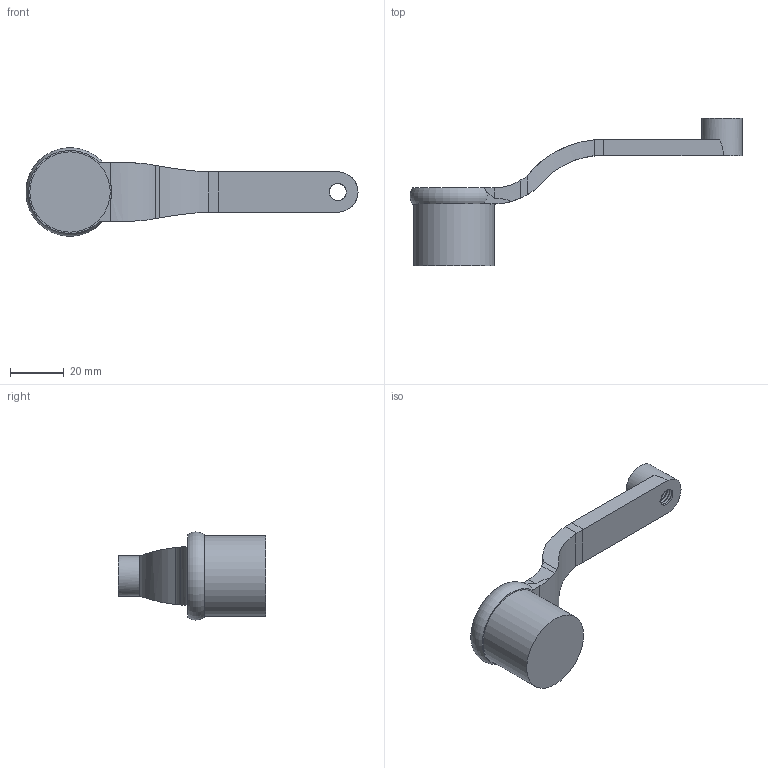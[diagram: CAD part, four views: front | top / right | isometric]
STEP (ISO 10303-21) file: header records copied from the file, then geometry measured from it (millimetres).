
FILE_DESCRIPTION(/* description */ (''),/* implementation_level */ '2;1');
FILE_NAME(/* name */ 'OA_100_N.dxf',/* time_stamp */ '2012-11-23T16:31:03+08:00',/* author */ (''),/* organization */ (''),/* preprocessor_version */ 'ST-DEVELOPER v9',/* originating_system */ 'UGS - NX 4.0',/* authorisation */ '');
FILE_SCHEMA (('CONFIG_CONTROL_DESIGN'));
Length unit declared in the file: millimetre
Products named in the file (1): AdmiCC93xmb9
Bounding box: 123.94 x 55 x 32.88 mm (x, y, z)
Volume: 31829 mm3; surface area: 9529.3 mm2
Topology: 1 solids, 1 shells, 43 faces, 113 edges, 73 vertices
Faces by surface type: plane 17, cylinder 14, extrusion 8, torus 2, bspline 2
Full cylindrical faces by diameter (mm): 15 x1, 30 x1
Entity records: 4369 total; most frequent: CARTESIAN_POINT 3337, ORIENTED_EDGE 222, DIRECTION 141, EDGE_CURVE 111, VERTEX_POINT 74, B_SPLINE_CURVE_WITH_KNOTS 68, EDGE_LOOP 49, AXIS2_PLACEMENT_3D 49
